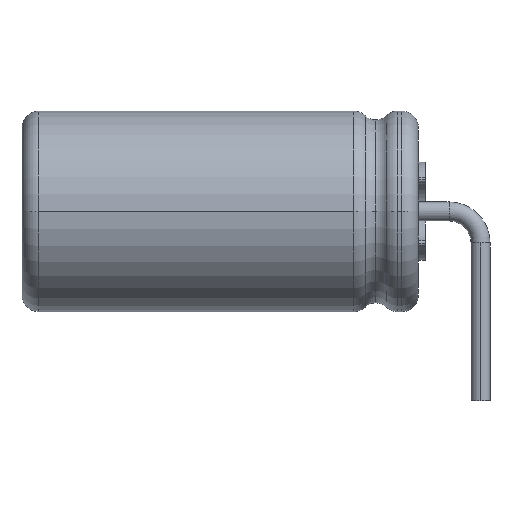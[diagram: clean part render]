
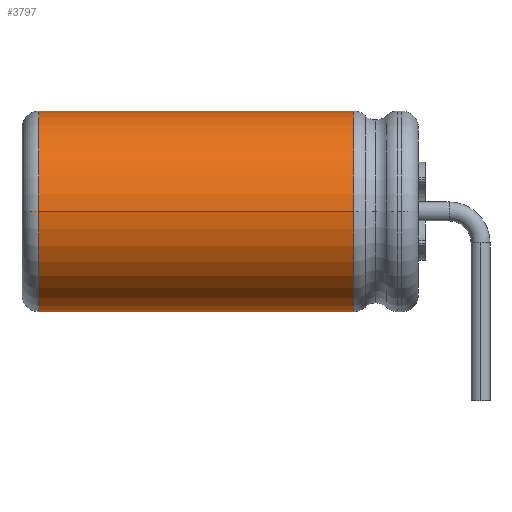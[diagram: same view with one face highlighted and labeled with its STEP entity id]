
A CAD part, left-side view. The second image highlights one B-rep face of the part: STEP entity #3797.
In plain terms, the highlighted cylindrical face has radius 3.175 mm (diameter 6.351 mm), a partial arc.
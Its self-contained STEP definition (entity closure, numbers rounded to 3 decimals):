
#129 = EDGE_LOOP ( 'NONE', ( #315, #1823, #495, #4208 ) ) ;
#194 = DIRECTION ( 'NONE',  ( 0., 1., 0. ) ) ;
#287 = DIRECTION ( 'NONE',  ( 0., 1., 0. ) ) ;
#315 = ORIENTED_EDGE ( 'NONE', *, *, #3303, .T. ) ;
#495 = ORIENTED_EDGE ( 'NONE', *, *, #2034, .F. ) ;
#607 = CYLINDRICAL_SURFACE ( 'NONE', #1593, 3.175 ) ;
#1080 = CARTESIAN_POINT ( 'NONE',  ( 0., 12.922, -3.175 ) ) ;
#1360 = EDGE_CURVE ( 'NONE', #3862, #1400, #3718, .T. ) ;
#1400 = VERTEX_POINT ( 'NONE', #4613 ) ;
#1464 = EDGE_CURVE ( 'NONE', #3071, #3677, #5121, .T. ) ;
#1486 = DIRECTION ( 'NONE',  ( 0., -1., 0. ) ) ;
#1593 = AXIS2_PLACEMENT_3D ( 'NONE', #2567, #194, #4217 ) ;
#1823 = ORIENTED_EDGE ( 'NONE', *, *, #1464, .F. ) ;
#1881 = CARTESIAN_POINT ( 'NONE',  ( 0., 12.5, 3.175 ) ) ;
#2034 = EDGE_CURVE ( 'NONE', #1400, #3071, #3901, .T. ) ;
#2306 = CARTESIAN_POINT ( 'NONE',  ( 0., 12.5, -3.175 ) ) ;
#2482 = CARTESIAN_POINT ( 'NONE',  ( 0., 12.922, 3.175 ) ) ;
#2567 = CARTESIAN_POINT ( 'NONE',  ( 0., 12.922, 0. ) ) ;
#2620 = CARTESIAN_POINT ( 'NONE',  ( 0., 2.52, 0. ) ) ;
#2680 = CIRCLE ( 'NONE', #3710, 3.175 ) ;
#2826 = DIRECTION ( 'NONE',  ( 0., -1., 0. ) ) ;
#3071 = VERTEX_POINT ( 'NONE', #4392 ) ;
#3303 = EDGE_CURVE ( 'NONE', #3862, #3677, #2680, .T. ) ;
#3457 = AXIS2_PLACEMENT_3D ( 'NONE', #2620, #1486, #4776 ) ;
#3677 = VERTEX_POINT ( 'NONE', #2306 ) ;
#3710 = AXIS2_PLACEMENT_3D ( 'NONE', #3949, #4007, #4780 ) ;
#3718 = LINE ( 'NONE', #2482, #4563 ) ;
#3797 = ADVANCED_FACE ( 'NONE', ( #4672 ), #607, .T. ) ;
#3862 = VERTEX_POINT ( 'NONE', #1881 ) ;
#3901 = CIRCLE ( 'NONE', #3457, 3.175 ) ;
#3949 = CARTESIAN_POINT ( 'NONE',  ( 0., 12.5, 0. ) ) ;
#4007 = DIRECTION ( 'NONE',  ( 0., -1., 0. ) ) ;
#4208 = ORIENTED_EDGE ( 'NONE', *, *, #1360, .F. ) ;
#4217 = DIRECTION ( 'NONE',  ( 1., 0., 0. ) ) ;
#4360 = VECTOR ( 'NONE', #287, 1000. ) ;
#4392 = CARTESIAN_POINT ( 'NONE',  ( 0., 2.52, -3.175 ) ) ;
#4563 = VECTOR ( 'NONE', #2826, 1000. ) ;
#4613 = CARTESIAN_POINT ( 'NONE',  ( 0., 2.52, 3.175 ) ) ;
#4672 = FACE_OUTER_BOUND ( 'NONE', #129, .T. ) ;
#4776 = DIRECTION ( 'NONE',  ( 1., 0., 0. ) ) ;
#4780 = DIRECTION ( 'NONE',  ( 1., 0., 0. ) ) ;
#5121 = LINE ( 'NONE', #1080, #4360 ) ;
